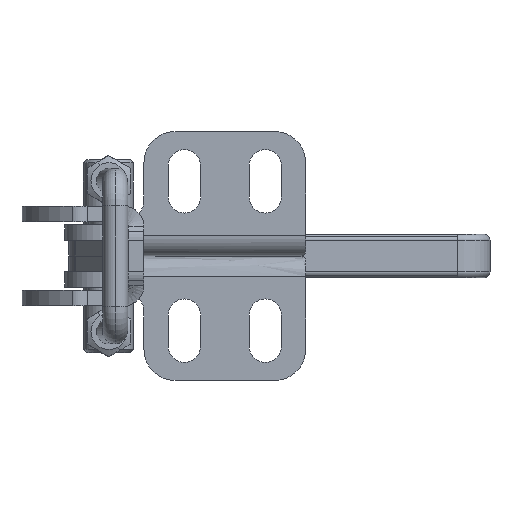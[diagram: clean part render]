
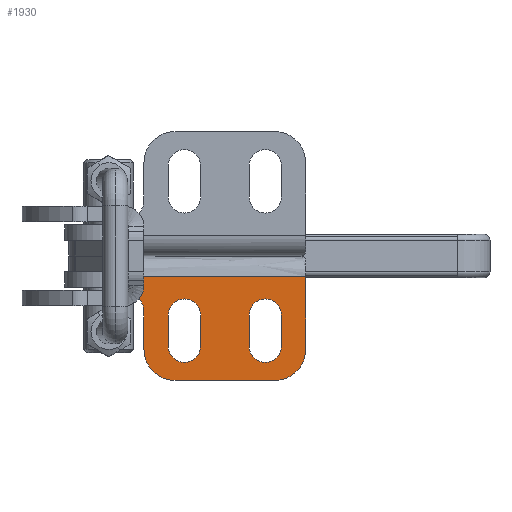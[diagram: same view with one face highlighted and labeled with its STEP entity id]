
A CAD part, front view. The second image highlights one B-rep face of the part: STEP entity #1930.
In plain terms, the highlighted free-form (B-spline) face has degree [1, 1] with [2, 2] control points.
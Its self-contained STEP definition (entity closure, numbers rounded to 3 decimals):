
#1189=CARTESIAN_POINT('',(6.436,-12.923,-3.3));
#1190=VERTEX_POINT('',#1189);
#1389=CARTESIAN_POINT('',(36.625,-12.923,-3.3));
#1390=VERTEX_POINT('',#1389);
#1391=CARTESIAN_POINT('',(6.436,-12.923,-3.3));
#1392=DIRECTION('',(1.0,0.0,0.0));
#1393=VECTOR('',#1392,30.189);
#1394=LINE('',#1391,#1393);
#1395=EDGE_CURVE('',#1190,#1390,#1394,.T.);
#1793=CARTESIAN_POINT('',(6.436,-12.923,-3.3));
#1794=CARTESIAN_POINT('',(36.625,-12.923,-3.3));
#1795=CARTESIAN_POINT('',(6.436,-12.923,-20.));
#1796=CARTESIAN_POINT('',(36.625,-12.923,-20.));
#1797=B_SPLINE_SURFACE_WITH_KNOTS('',1,1,((#1793,#1795),(#1794,#1796)),.UNSPECIFIED.,.F.,.F.,.U.,(2,2),(2,2),(0.0,30.189),(0.0,16.7),.UNSPECIFIED.);
#1798=ORIENTED_EDGE('',*,*,#1395,.F.);
#1799=CARTESIAN_POINT('',(9.746,-12.923,-6.789));
#1800=VERTEX_POINT('',#1799);
#1801=CARTESIAN_POINT('',(6.436,-12.923,-3.3));
#1802=DIRECTION('',(0.688,0.0,-0.725));
#1803=VECTOR('',#1802,4.809);
#1804=LINE('',#1801,#1803);
#1805=EDGE_CURVE('',#1190,#1800,#1804,.T.);
#1806=ORIENTED_EDGE('',*,*,#1805,.T.);
#1807=CARTESIAN_POINT('',(10.625,-12.923,-8.991));
#1808=VERTEX_POINT('',#1807);
#1809=CARTESIAN_POINT('',(7.425,-12.923,-8.991));
#1810=DIRECTION('',(0.0,1.0,0.0));
#1811=DIRECTION('',(-1.0,0.0,0.0));
#1812=AXIS2_PLACEMENT_3D('',#1809,#1810,#1811);
#1813=CIRCLE('',#1812,3.2);
#1814=EDGE_CURVE('',#1800,#1808,#1813,.T.);
#1815=ORIENTED_EDGE('',*,*,#1814,.T.);
#1816=CARTESIAN_POINT('',(10.625,-12.923,-15.));
#1817=VERTEX_POINT('',#1816);
#1818=CARTESIAN_POINT('',(10.625,-12.923,-8.991));
#1819=DIRECTION('',(0.0,0.0,-1.0));
#1820=VECTOR('',#1819,6.009);
#1821=LINE('',#1818,#1820);
#1822=EDGE_CURVE('',#1808,#1817,#1821,.T.);
#1823=ORIENTED_EDGE('',*,*,#1822,.T.);
#1824=CARTESIAN_POINT('',(15.625,-12.923,-20.));
#1825=VERTEX_POINT('',#1824);
#1826=CARTESIAN_POINT('',(15.625,-12.923,-15.));
#1827=DIRECTION('',(0.0,-1.0,0.0));
#1828=DIRECTION('',(-1.0,0.0,0.0));
#1829=AXIS2_PLACEMENT_3D('',#1826,#1827,#1828);
#1830=CIRCLE('',#1829,5.0);
#1831=EDGE_CURVE('',#1817,#1825,#1830,.T.);
#1832=ORIENTED_EDGE('',*,*,#1831,.T.);
#1833=CARTESIAN_POINT('',(31.625,-12.923,-20.));
#1834=VERTEX_POINT('',#1833);
#1835=CARTESIAN_POINT('',(15.625,-12.923,-20.));
#1836=DIRECTION('',(1.0,0.0,0.0));
#1837=VECTOR('',#1836,16.);
#1838=LINE('',#1835,#1837);
#1839=EDGE_CURVE('',#1825,#1834,#1838,.T.);
#1840=ORIENTED_EDGE('',*,*,#1839,.T.);
#1841=CARTESIAN_POINT('',(36.625,-12.923,-15.));
#1842=VERTEX_POINT('',#1841);
#1843=CARTESIAN_POINT('',(31.625,-12.923,-15.));
#1844=DIRECTION('',(0.0,-1.0,0.0));
#1845=DIRECTION('',(0.0,0.0,-1.0));
#1846=AXIS2_PLACEMENT_3D('',#1843,#1844,#1845);
#1847=CIRCLE('',#1846,5.0);
#1848=EDGE_CURVE('',#1834,#1842,#1847,.T.);
#1849=ORIENTED_EDGE('',*,*,#1848,.T.);
#1850=CARTESIAN_POINT('',(36.625,-12.923,-15.));
#1851=DIRECTION('',(0.0,0.0,1.0));
#1852=VECTOR('',#1851,11.7);
#1853=LINE('',#1850,#1852);
#1854=EDGE_CURVE('',#1842,#1390,#1853,.T.);
#1855=ORIENTED_EDGE('',*,*,#1854,.T.);
#1856=EDGE_LOOP('',(#1798,#1806,#1815,#1823,#1832,#1840,#1849,#1855));
#1857=FACE_OUTER_BOUND('',#1856,.T.);
#1858=CARTESIAN_POINT('',(14.525,-12.923,-14.5));
#1859=VERTEX_POINT('',#1858);
#1860=CARTESIAN_POINT('',(19.725,-12.923,-14.5));
#1861=VERTEX_POINT('',#1860);
#1862=CARTESIAN_POINT('',(17.125,-12.923,-14.5));
#1863=DIRECTION('',(0.0,-1.0,0.0));
#1864=DIRECTION('',(1.0,0.0,0.0));
#1865=AXIS2_PLACEMENT_3D('',#1862,#1863,#1864);
#1866=CIRCLE('',#1865,2.6);
#1867=EDGE_CURVE('',#1859,#1861,#1866,.T.);
#1868=ORIENTED_EDGE('',*,*,#1867,.F.);
#1869=CARTESIAN_POINT('',(14.525,-12.923,-9.5));
#1870=VERTEX_POINT('',#1869);
#1871=CARTESIAN_POINT('',(14.525,-12.923,-9.5));
#1872=DIRECTION('',(0.0,0.0,-1.0));
#1873=VECTOR('',#1872,5.);
#1874=LINE('',#1871,#1873);
#1875=EDGE_CURVE('',#1870,#1859,#1874,.T.);
#1876=ORIENTED_EDGE('',*,*,#1875,.F.);
#1877=CARTESIAN_POINT('',(19.725,-12.923,-9.5));
#1878=VERTEX_POINT('',#1877);
#1879=CARTESIAN_POINT('',(17.125,-12.923,-9.5));
#1880=DIRECTION('',(0.0,-1.0,0.0));
#1881=DIRECTION('',(-1.0,0.0,0.0));
#1882=AXIS2_PLACEMENT_3D('',#1879,#1880,#1881);
#1883=CIRCLE('',#1882,2.6);
#1884=EDGE_CURVE('',#1878,#1870,#1883,.T.);
#1885=ORIENTED_EDGE('',*,*,#1884,.F.);
#1886=CARTESIAN_POINT('',(19.725,-12.923,-14.5));
#1887=DIRECTION('',(0.0,0.0,1.0));
#1888=VECTOR('',#1887,5.);
#1889=LINE('',#1886,#1888);
#1890=EDGE_CURVE('',#1861,#1878,#1889,.T.);
#1891=ORIENTED_EDGE('',*,*,#1890,.F.);
#1892=EDGE_LOOP('',(#1868,#1876,#1885,#1891));
#1893=FACE_BOUND('',#1892,.T.);
#1894=CARTESIAN_POINT('',(27.525,-12.923,-14.5));
#1895=VERTEX_POINT('',#1894);
#1896=CARTESIAN_POINT('',(32.725,-12.923,-14.5));
#1897=VERTEX_POINT('',#1896);
#1898=CARTESIAN_POINT('',(30.125,-12.923,-14.5));
#1899=DIRECTION('',(0.0,-1.0,0.0));
#1900=DIRECTION('',(-1.0,0.0,0.0));
#1901=AXIS2_PLACEMENT_3D('',#1898,#1899,#1900);
#1902=CIRCLE('',#1901,2.6);
#1903=EDGE_CURVE('',#1895,#1897,#1902,.T.);
#1904=ORIENTED_EDGE('',*,*,#1903,.F.);
#1905=CARTESIAN_POINT('',(27.525,-12.923,-9.5));
#1906=VERTEX_POINT('',#1905);
#1907=CARTESIAN_POINT('',(27.525,-12.923,-9.5));
#1908=DIRECTION('',(0.0,0.0,-1.0));
#1909=VECTOR('',#1908,5.);
#1910=LINE('',#1907,#1909);
#1911=EDGE_CURVE('',#1906,#1895,#1910,.T.);
#1912=ORIENTED_EDGE('',*,*,#1911,.F.);
#1913=CARTESIAN_POINT('',(32.725,-12.923,-9.5));
#1914=VERTEX_POINT('',#1913);
#1915=CARTESIAN_POINT('',(30.125,-12.923,-9.5));
#1916=DIRECTION('',(0.0,-1.0,0.0));
#1917=DIRECTION('',(1.0,0.0,0.0));
#1918=AXIS2_PLACEMENT_3D('',#1915,#1916,#1917);
#1919=CIRCLE('',#1918,2.6);
#1920=EDGE_CURVE('',#1914,#1906,#1919,.T.);
#1921=ORIENTED_EDGE('',*,*,#1920,.F.);
#1922=CARTESIAN_POINT('',(32.725,-12.923,-14.5));
#1923=DIRECTION('',(0.0,0.0,1.0));
#1924=VECTOR('',#1923,5.);
#1925=LINE('',#1922,#1924);
#1926=EDGE_CURVE('',#1897,#1914,#1925,.T.);
#1927=ORIENTED_EDGE('',*,*,#1926,.F.);
#1928=EDGE_LOOP('',(#1904,#1912,#1921,#1927));
#1929=FACE_BOUND('',#1928,.T.);
#1930=ADVANCED_FACE('',(#1857,#1893,#1929),#1797,.F.);
